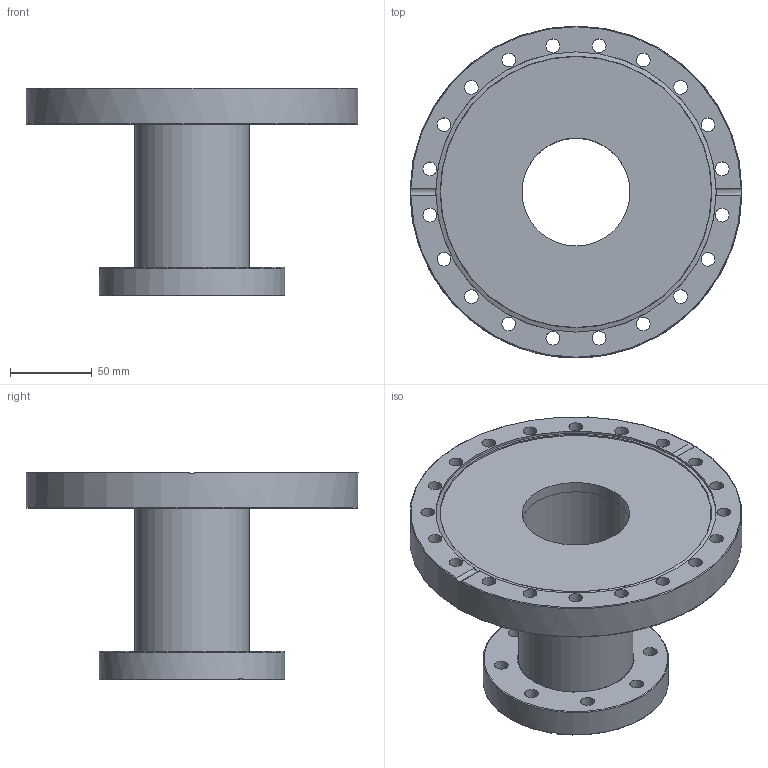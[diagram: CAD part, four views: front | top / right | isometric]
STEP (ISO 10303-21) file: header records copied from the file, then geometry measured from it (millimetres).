
FILE_DESCRIPTION((''),'2;1');
FILE_NAME('TA1563-304.stp','2009-04-15T13:51:04',('hasers'),(''),'Autodesk Inventor 2008','Autodesk Inventor 2008','');
FILE_SCHEMA(('AUTOMOTIVE_DESIGN { 1 0 10303 214 1 1 1 1 }'));
Length unit declared in the file: millimetre
Products named in the file (4): TA1563-304; CF-07 [Keywords [Summary]=1.4301][Company [Summary]=Vacom][Title [Summary]=F150]_3; CF-07 [Keywords [Summary]=1.4301][Company [Summary]=Vacom][Title [Summary]=F63B70]; Rohre [Subject [Summary]=normal][Keywords [Summary]=1.4301][Title [Summary]=70x2,0 (0,5m)]_5
Assembly tree (3 placements, depth 2):
  TA1563-304
    CF-07 [Keywords [Summary]=1.4301][Company [Summary]=Vacom][Title [Summary]=F150]_3
    CF-07 [Keywords [Summary]=1.4301][Company [Summary]=Vacom][Title [Summary]=F63B70]
    Rohre [Subject [Summary]=normal][Keywords [Summary]=1.4301][Title [Summary]=70x2,0 (0,5m)]_5
Bounding box: 203 x 203 x 127 mm (x, y, z)
Volume: 732604.4 mm3; surface area: 161175.4 mm2
Topology: 3 solids, 3 shells, 65 faces, 193 edges, 136 vertices
Faces by surface type: bspline 30, cylinder 12, plane 12, torus 7, cone 4
Full cylindrical faces by diameter (mm): 66 x2, 66.5 x1, 70 x2, 70.3 x1, 82.5 x1, 113.5 x1, 171.4 x1, 203 x1
Entity records: 2562 total; most frequent: CARTESIAN_POINT 1029, DIRECTION 274, ORIENTED_EDGE 230, EDGE_LOOP 174, AXIS2_PLACEMENT_3D 133, EDGE_CURVE 115, FACE_BOUND 109, VERTEX_POINT 103
